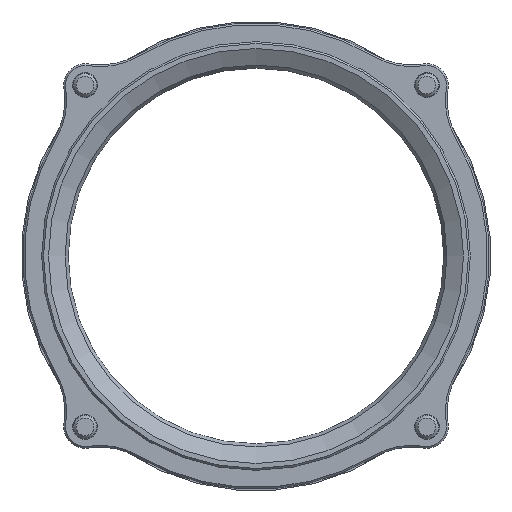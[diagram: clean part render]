
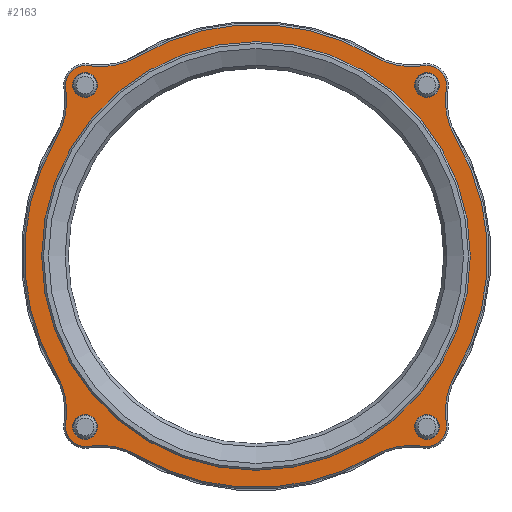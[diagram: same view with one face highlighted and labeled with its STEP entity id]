
A CAD part, left-side view. The second image highlights one B-rep face of the part: STEP entity #2163.
In plain terms, the highlighted planar face has unit normal (-1, 0, 0).
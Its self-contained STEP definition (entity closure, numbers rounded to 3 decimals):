
#312=PLANE('',#2430);
#427=FACE_BOUND('',#716,.T.);
#428=FACE_BOUND('',#717,.T.);
#429=FACE_BOUND('',#718,.T.);
#430=FACE_BOUND('',#719,.T.);
#431=FACE_BOUND('',#720,.T.);
#550=FACE_OUTER_BOUND('',#715,.T.);
#715=EDGE_LOOP('',(#1782,#1783,#1784,#1785,#1786,#1787,#1788,#1789,#1790,
#1791,#1792,#1793,#1794,#1795,#1796,#1797));
#716=EDGE_LOOP('',(#1798));
#717=EDGE_LOOP('',(#1799));
#718=EDGE_LOOP('',(#1800));
#719=EDGE_LOOP('',(#1801));
#720=EDGE_LOOP('',(#1802));
#812=CIRCLE('',#2361,23.5);
#813=CIRCLE('',#2363,25.4);
#816=CIRCLE('',#2367,8.3);
#818=CIRCLE('',#2370,2.15);
#820=CIRCLE('',#2373,8.3);
#822=CIRCLE('',#2376,25.4);
#824=CIRCLE('',#2379,8.3);
#826=CIRCLE('',#2382,2.15);
#828=CIRCLE('',#2385,8.3);
#830=CIRCLE('',#2388,25.4);
#832=CIRCLE('',#2391,8.3);
#834=CIRCLE('',#2394,2.15);
#836=CIRCLE('',#2397,8.3);
#838=CIRCLE('',#2400,25.4);
#840=CIRCLE('',#2403,8.3);
#842=CIRCLE('',#2406,2.15);
#844=CIRCLE('',#2409,8.3);
#857=CIRCLE('',#2431,1.35);
#858=CIRCLE('',#2432,1.35);
#859=CIRCLE('',#2433,1.35);
#860=CIRCLE('',#2434,1.35);
#1014=VERTEX_POINT('',#3602);
#1016=VERTEX_POINT('',#3606);
#1017=VERTEX_POINT('',#3608);
#1019=VERTEX_POINT('',#3614);
#1021=VERTEX_POINT('',#3620);
#1023=VERTEX_POINT('',#3626);
#1025=VERTEX_POINT('',#3632);
#1027=VERTEX_POINT('',#3638);
#1029=VERTEX_POINT('',#3644);
#1031=VERTEX_POINT('',#3650);
#1033=VERTEX_POINT('',#3656);
#1035=VERTEX_POINT('',#3662);
#1037=VERTEX_POINT('',#3668);
#1039=VERTEX_POINT('',#3674);
#1041=VERTEX_POINT('',#3680);
#1043=VERTEX_POINT('',#3686);
#1045=VERTEX_POINT('',#3692);
#1057=VERTEX_POINT('',#3740);
#1058=VERTEX_POINT('',#3742);
#1059=VERTEX_POINT('',#3744);
#1060=VERTEX_POINT('',#3746);
#1252=EDGE_CURVE('',#1014,#1014,#812,.T.);
#1254=EDGE_CURVE('',#1016,#1017,#813,.T.);
#1259=EDGE_CURVE('',#1017,#1019,#816,.T.);
#1262=EDGE_CURVE('',#1019,#1021,#818,.T.);
#1265=EDGE_CURVE('',#1021,#1023,#820,.T.);
#1268=EDGE_CURVE('',#1023,#1025,#822,.T.);
#1271=EDGE_CURVE('',#1025,#1027,#824,.T.);
#1274=EDGE_CURVE('',#1027,#1029,#826,.T.);
#1277=EDGE_CURVE('',#1029,#1031,#828,.T.);
#1280=EDGE_CURVE('',#1031,#1033,#830,.T.);
#1283=EDGE_CURVE('',#1033,#1035,#832,.T.);
#1286=EDGE_CURVE('',#1035,#1037,#834,.T.);
#1289=EDGE_CURVE('',#1037,#1039,#836,.T.);
#1292=EDGE_CURVE('',#1039,#1041,#838,.T.);
#1295=EDGE_CURVE('',#1041,#1043,#840,.T.);
#1298=EDGE_CURVE('',#1043,#1045,#842,.T.);
#1300=EDGE_CURVE('',#1045,#1016,#844,.T.);
#1322=EDGE_CURVE('',#1057,#1057,#857,.T.);
#1323=EDGE_CURVE('',#1058,#1058,#858,.T.);
#1324=EDGE_CURVE('',#1059,#1059,#859,.T.);
#1325=EDGE_CURVE('',#1060,#1060,#860,.T.);
#1782=ORIENTED_EDGE('',*,*,#1254,.F.);
#1783=ORIENTED_EDGE('',*,*,#1300,.F.);
#1784=ORIENTED_EDGE('',*,*,#1298,.F.);
#1785=ORIENTED_EDGE('',*,*,#1295,.F.);
#1786=ORIENTED_EDGE('',*,*,#1292,.F.);
#1787=ORIENTED_EDGE('',*,*,#1289,.F.);
#1788=ORIENTED_EDGE('',*,*,#1286,.F.);
#1789=ORIENTED_EDGE('',*,*,#1283,.F.);
#1790=ORIENTED_EDGE('',*,*,#1280,.F.);
#1791=ORIENTED_EDGE('',*,*,#1277,.F.);
#1792=ORIENTED_EDGE('',*,*,#1274,.F.);
#1793=ORIENTED_EDGE('',*,*,#1271,.F.);
#1794=ORIENTED_EDGE('',*,*,#1268,.F.);
#1795=ORIENTED_EDGE('',*,*,#1265,.F.);
#1796=ORIENTED_EDGE('',*,*,#1262,.F.);
#1797=ORIENTED_EDGE('',*,*,#1259,.F.);
#1798=ORIENTED_EDGE('',*,*,#1252,.T.);
#1799=ORIENTED_EDGE('',*,*,#1322,.T.);
#1800=ORIENTED_EDGE('',*,*,#1323,.T.);
#1801=ORIENTED_EDGE('',*,*,#1324,.T.);
#1802=ORIENTED_EDGE('',*,*,#1325,.T.);
#2163=ADVANCED_FACE('',(#550,#427,#428,#429,#430,#431),#312,.T.);
#2361=AXIS2_PLACEMENT_3D('',#3603,#2859,#2860);
#2363=AXIS2_PLACEMENT_3D('',#3609,#2864,#2865);
#2367=AXIS2_PLACEMENT_3D('',#3618,#2874,#2875);
#2370=AXIS2_PLACEMENT_3D('',#3624,#2881,#2882);
#2373=AXIS2_PLACEMENT_3D('',#3630,#2888,#2889);
#2376=AXIS2_PLACEMENT_3D('',#3636,#2895,#2896);
#2379=AXIS2_PLACEMENT_3D('',#3642,#2902,#2903);
#2382=AXIS2_PLACEMENT_3D('',#3648,#2909,#2910);
#2385=AXIS2_PLACEMENT_3D('',#3654,#2916,#2917);
#2388=AXIS2_PLACEMENT_3D('',#3660,#2923,#2924);
#2391=AXIS2_PLACEMENT_3D('',#3666,#2930,#2931);
#2394=AXIS2_PLACEMENT_3D('',#3672,#2937,#2938);
#2397=AXIS2_PLACEMENT_3D('',#3678,#2944,#2945);
#2400=AXIS2_PLACEMENT_3D('',#3684,#2951,#2952);
#2403=AXIS2_PLACEMENT_3D('',#3690,#2958,#2959);
#2406=AXIS2_PLACEMENT_3D('',#3696,#2965,#2966);
#2409=AXIS2_PLACEMENT_3D('',#3699,#2971,#2972);
#2430=AXIS2_PLACEMENT_3D('',#3739,#3022,#3023);
#2431=AXIS2_PLACEMENT_3D('',#3741,#3024,#3025);
#2432=AXIS2_PLACEMENT_3D('',#3743,#3026,#3027);
#2433=AXIS2_PLACEMENT_3D('',#3745,#3028,#3029);
#2434=AXIS2_PLACEMENT_3D('',#3747,#3030,#3031);
#2859=DIRECTION('center_axis',(1.,0.,0.));
#2860=DIRECTION('ref_axis',(0.,0.,1.));
#2864=DIRECTION('center_axis',(1.,0.,0.));
#2865=DIRECTION('ref_axis',(0.,0.,1.));
#2874=DIRECTION('center_axis',(-1.,0.,0.));
#2875=DIRECTION('ref_axis',(0.,0.983,0.185));
#2881=DIRECTION('center_axis',(1.,0.,0.));
#2882=DIRECTION('ref_axis',(0.,0.,-1.));
#2888=DIRECTION('center_axis',(-1.,0.,0.));
#2889=DIRECTION('ref_axis',(0.,0.185,0.983));
#2895=DIRECTION('center_axis',(1.,0.,0.));
#2896=DIRECTION('ref_axis',(0.,0.,-1.));
#2902=DIRECTION('center_axis',(-1.,0.,0.));
#2903=DIRECTION('ref_axis',(0.,-0.185,0.983));
#2909=DIRECTION('center_axis',(1.,0.,0.));
#2910=DIRECTION('ref_axis',(0.,0.,-1.));
#2916=DIRECTION('center_axis',(-1.,0.,0.));
#2917=DIRECTION('ref_axis',(0.,-0.983,0.185));
#2923=DIRECTION('center_axis',(1.,0.,0.));
#2924=DIRECTION('ref_axis',(0.,0.,1.));
#2930=DIRECTION('center_axis',(-1.,0.,0.));
#2931=DIRECTION('ref_axis',(0.,-0.983,-0.185));
#2937=DIRECTION('center_axis',(1.,0.,0.));
#2938=DIRECTION('ref_axis',(0.,0.,1.));
#2944=DIRECTION('center_axis',(-1.,0.,0.));
#2945=DIRECTION('ref_axis',(0.,-0.185,-0.983));
#2951=DIRECTION('center_axis',(1.,0.,0.));
#2952=DIRECTION('ref_axis',(0.,0.,1.));
#2958=DIRECTION('center_axis',(-1.,0.,0.));
#2959=DIRECTION('ref_axis',(0.,0.185,-0.983));
#2965=DIRECTION('center_axis',(1.,0.,0.));
#2966=DIRECTION('ref_axis',(0.,0.,1.));
#2971=DIRECTION('center_axis',(-1.,0.,0.));
#2972=DIRECTION('ref_axis',(0.,0.983,-0.185));
#3022=DIRECTION('center_axis',(-1.,0.,0.));
#3023=DIRECTION('ref_axis',(0.,0.,-1.));
#3024=DIRECTION('center_axis',(1.,0.,0.));
#3025=DIRECTION('ref_axis',(0.,0.,-1.));
#3026=DIRECTION('center_axis',(1.,0.,0.));
#3027=DIRECTION('ref_axis',(0.,0.,-1.));
#3028=DIRECTION('center_axis',(1.,0.,0.));
#3029=DIRECTION('ref_axis',(0.,0.,-1.));
#3030=DIRECTION('center_axis',(1.,0.,0.));
#3031=DIRECTION('ref_axis',(0.,0.,-1.));
#3602=CARTESIAN_POINT('',(0.,0.,23.5));
#3603=CARTESIAN_POINT('Origin',(0.,0.,0.));
#3606=CARTESIAN_POINT('',(0.,-21.899,12.868));
#3608=CARTESIAN_POINT('',(0.,-21.899,-12.868));
#3609=CARTESIAN_POINT('Origin',(0.,0.,0.));
#3614=CARTESIAN_POINT('',(0.,-20.861,-18.396));
#3618=CARTESIAN_POINT('Origin',(0.,-29.055,-17.074));
#3620=CARTESIAN_POINT('',(0.,-18.396,-20.861));
#3624=CARTESIAN_POINT('Origin',(0.,-18.738,-18.738));
#3626=CARTESIAN_POINT('',(0.,-12.868,-21.899));
#3630=CARTESIAN_POINT('Origin',(0.,-17.074,-29.055));
#3632=CARTESIAN_POINT('',(0.,12.868,-21.899));
#3636=CARTESIAN_POINT('Origin',(0.,0.,0.));
#3638=CARTESIAN_POINT('',(0.,18.396,-20.861));
#3642=CARTESIAN_POINT('Origin',(0.,17.074,-29.055));
#3644=CARTESIAN_POINT('',(0.,20.861,-18.396));
#3648=CARTESIAN_POINT('Origin',(0.,18.738,-18.738));
#3650=CARTESIAN_POINT('',(0.,21.899,-12.868));
#3654=CARTESIAN_POINT('Origin',(0.,29.055,-17.074));
#3656=CARTESIAN_POINT('',(0.,21.899,12.868));
#3660=CARTESIAN_POINT('Origin',(0.,0.,0.));
#3662=CARTESIAN_POINT('',(0.,20.861,18.396));
#3666=CARTESIAN_POINT('Origin',(0.,29.055,17.074));
#3668=CARTESIAN_POINT('',(0.,18.396,20.861));
#3672=CARTESIAN_POINT('Origin',(0.,18.738,18.738));
#3674=CARTESIAN_POINT('',(0.,12.868,21.899));
#3678=CARTESIAN_POINT('Origin',(0.,17.074,29.055));
#3680=CARTESIAN_POINT('',(0.,-12.868,21.899));
#3684=CARTESIAN_POINT('Origin',(0.,0.,0.));
#3686=CARTESIAN_POINT('',(0.,-18.396,20.861));
#3690=CARTESIAN_POINT('Origin',(0.,-17.074,29.055));
#3692=CARTESIAN_POINT('',(0.,-20.861,18.396));
#3696=CARTESIAN_POINT('Origin',(0.,-18.738,18.738));
#3699=CARTESIAN_POINT('Origin',(0.,-29.055,17.074));
#3739=CARTESIAN_POINT('Origin',(0.,0.,24.55));
#3740=CARTESIAN_POINT('',(0.,-18.738,17.388));
#3741=CARTESIAN_POINT('Origin',(0.,-18.738,18.738));
#3742=CARTESIAN_POINT('',(0.,-18.738,-20.088));
#3743=CARTESIAN_POINT('Origin',(0.,-18.738,-18.738));
#3744=CARTESIAN_POINT('',(0.,18.738,-20.088));
#3745=CARTESIAN_POINT('Origin',(0.,18.738,-18.738));
#3746=CARTESIAN_POINT('',(0.,18.738,17.388));
#3747=CARTESIAN_POINT('Origin',(0.,18.738,18.738));
